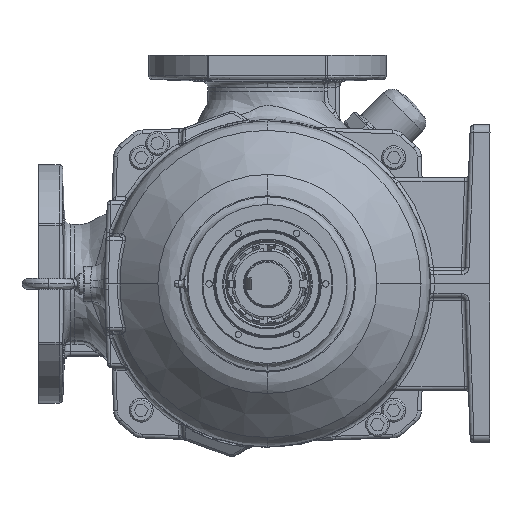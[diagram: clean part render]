
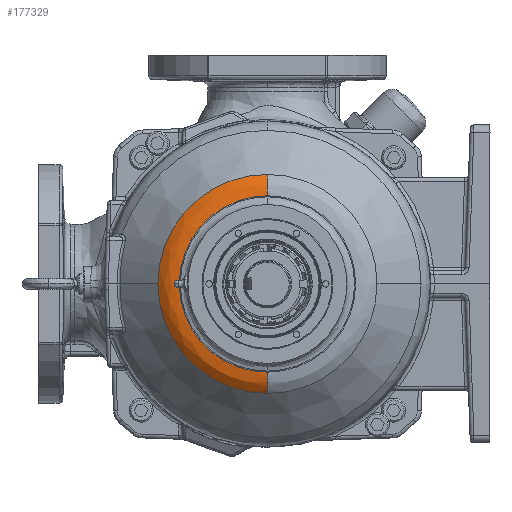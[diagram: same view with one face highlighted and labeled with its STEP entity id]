
A CAD part, left-side view. The second image highlights one B-rep face of the part: STEP entity #177329.
In plain terms, the highlighted free-form (B-spline) face has degree [3, 3] with [4, 4] control points.
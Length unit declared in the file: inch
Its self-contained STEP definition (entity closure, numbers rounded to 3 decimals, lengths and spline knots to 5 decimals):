
#1763 = DIRECTION ( 'NONE',  ( 0., -1., 0. ) ) ;
#1992 = CIRCLE ( 'NONE', #113441, 1. ) ;
#4766 = DIRECTION ( 'NONE',  ( 1., 0., 0. ) ) ;
#5539 = EDGE_CURVE ( 'NONE', #18848, #110779, #124460, .T. ) ;
#6531 = CARTESIAN_POINT ( 'NONE',  ( -7.80263, 5.54635, 2.77317 ) ) ;
#13020 = CARTESIAN_POINT ( 'NONE',  ( -6.80324, 0., 2.73827 ) ) ;
#16044 = CARTESIAN_POINT ( 'NONE',  ( -7.80263, 0., -2.77317 ) ) ;
#18848 = VERTEX_POINT ( 'NONE', #155021 ) ;
#22830 = FACE_OUTER_BOUND ( 'NONE', #191228, .T. ) ;
#22864 = EDGE_CURVE ( 'NONE', #25503, #110779, #1992, .T. ) ;
#24912 = CARTESIAN_POINT ( 'NONE',  ( -7.80263, 0., 2.77317 ) ) ;
#25503 = VERTEX_POINT ( 'NONE', #55209 ) ;
#26137 = AXIS2_PLACEMENT_3D ( 'NONE', #173483, #64121, #191807 ) ;
#31385 = DIRECTION ( 'NONE',  ( 0., 0., 1. ) ) ;
#34000 = EDGE_CURVE ( 'NONE', #216147, #58677, #155671, .T. ) ;
#34402 = CARTESIAN_POINT ( 'NONE',  ( -7.79368, 6.05876, 3.02938 ) ) ;
#40523 = CARTESIAN_POINT ( 'NONE',  ( -7.51006, 0., 0. ) ) ;
#52716 = CARTESIAN_POINT ( 'NONE',  ( -7.79368, 0., -3.02938 ) ) ;
#55209 = CARTESIAN_POINT ( 'NONE',  ( -7.80263, 0., 2.77317 ) ) ;
#58677 = VERTEX_POINT ( 'NONE', #173687 ) ;
#58887 = DIRECTION ( 'NONE',  ( 0., 0., -1. ) ) ;
#60811 = DIRECTION ( 'NONE',  ( 1., 0., 0. ) ) ;
#64121 = DIRECTION ( 'NONE',  ( 1., 0., 0. ) ) ;
#71097 = CARTESIAN_POINT ( 'NONE',  ( -7.69141, 6.52892, 3.26446 ) ) ;
#89486 = CARTESIAN_POINT ( 'NONE',  ( -7.69141, 0., -3.26446 ) ) ;
#93428 = CIRCLE ( 'NONE', #227414, 2.77317 ) ;
#95224 = ORIENTED_EDGE ( 'NONE', *, *, #5539, .F. ) ;
#107784 = CARTESIAN_POINT ( 'NONE',  ( -7.51006, 6.89133, 3.44566 ) ) ;
#110779 = VERTEX_POINT ( 'NONE', #200531 ) ;
#111080 = CARTESIAN_POINT ( 'NONE',  ( -6.80324, 0., -2.73827 ) ) ;
#113441 = AXIS2_PLACEMENT_3D ( 'NONE', #13020, #140742, #31385 ) ;
#114109 = CARTESIAN_POINT ( 'NONE',  ( -7.51006, 0., 0. ) ) ;
#124460 = CIRCLE ( 'NONE', #208218, 3.44566 ) ;
#125387 = CARTESIAN_POINT ( 'NONE',  ( -7.80263, 5.54635, -2.77317 ) ) ;
#126165 = CARTESIAN_POINT ( 'NONE',  ( -7.51006, 0., -3.44566 ) ) ;
#129503 = DIRECTION ( 'NONE',  ( 0., 0., -1. ) ) ;
#132511 = DIRECTION ( 'NONE',  ( 0., 0., -1. ) ) ;
#133741 = VERTEX_POINT ( 'NONE', #153944 ) ;
#134819 = ORIENTED_EDGE ( 'NONE', *, *, #34000, .T. ) ;
#140742 = DIRECTION ( 'NONE',  ( 0., 1., 0. ) ) ;
#143743 = CARTESIAN_POINT ( 'NONE',  ( -7.79368, 0., 3.02938 ) ) ;
#148554 = ORIENTED_EDGE ( 'NONE', *, *, #185363, .F. ) ;
#151636 = ORIENTED_EDGE ( 'NONE', *, *, #168296, .T. ) ;
#153900 = CARTESIAN_POINT ( 'NONE',  ( -7.80263, 0., -2.77317 ) ) ;
#153944 = CARTESIAN_POINT ( 'NONE',  ( -7.51006, 0., -3.44566 ) ) ;
#155021 = CARTESIAN_POINT ( 'NONE',  ( -7.51006, 3.44566, 0. ) ) ;
#155671 = CIRCLE ( 'NONE', #26137, 2.77317 ) ;
#160616 = CIRCLE ( 'NONE', #177459, 3.44566 ) ;
#161298 = EDGE_CURVE ( 'NONE', #216147, #133741, #198239, .T. ) ;
#162126 = CARTESIAN_POINT ( 'NONE',  ( -7.79368, 6.05876, -3.02938 ) ) ;
#164220 = ORIENTED_EDGE ( 'NONE', *, *, #22864, .T. ) ;
#168240 = DIRECTION ( 'NONE',  ( 1., 0., 0. ) ) ;
#168296 = EDGE_CURVE ( 'NONE', #58677, #25503, #93428, .T. ) ;
#170175 = CARTESIAN_POINT ( 'NONE',  ( -7.80263, 0., 0. ) ) ;
#173483 = CARTESIAN_POINT ( 'NONE',  ( -7.80263, 0., 0. ) ) ;
#173687 = CARTESIAN_POINT ( 'NONE',  ( -7.80263, 2.77317, 0. ) ) ;
#177329 = ADVANCED_FACE ( 'NONE', ( #22830 ), #184496, .T. ) ;
#177459 = AXIS2_PLACEMENT_3D ( 'NONE', #40523, #168240, #58887 ) ;
#180477 = CARTESIAN_POINT ( 'NONE',  ( -7.69141, 0., 3.26446 ) ) ;
#184496 =( BOUNDED_SURFACE ( )  B_SPLINE_SURFACE ( 3, 3, ( 
 ( #24912, #6531, #125387, #16044 ),
 ( #143743, #34402, #162126, #52716 ),
 ( #180477, #71097, #198803, #89486 ),
 ( #217120, #107784, #235432, #126165 ) ),
 .UNSPECIFIED., .F., .F., .F. ) 
 B_SPLINE_SURFACE_WITH_KNOTS ( ( 4, 4 ),
 ( 4, 4 ),
 ( 0., 1. ),
 ( 0., 1. ),
 .UNSPECIFIED. ) 
 GEOMETRIC_REPRESENTATION_ITEM ( )  RATIONAL_B_SPLINE_SURFACE ( (
 ( 1., 0.333, 0.333, 1.),
 ( 0.954, 0.318, 0.318, 0.954),
 ( 0.954, 0.318, 0.318, 0.954),
 ( 1., 0.333, 0.333, 1.) ) ) 
 REPRESENTATION_ITEM ( '' )  SURFACE ( )  );
#185363 = EDGE_CURVE ( 'NONE', #133741, #18848, #160616, .T. ) ;
#188475 = DIRECTION ( 'NONE',  ( 0., 0., 1. ) ) ;
#191228 = EDGE_LOOP ( 'NONE', ( #226934, #134819, #151636, #164220, #95224, #148554 ) ) ;
#191807 = DIRECTION ( 'NONE',  ( 0., 0., 1. ) ) ;
#198239 = CIRCLE ( 'NONE', #199215, 1. ) ;
#198803 = CARTESIAN_POINT ( 'NONE',  ( -7.69141, 6.52892, -3.26446 ) ) ;
#199215 = AXIS2_PLACEMENT_3D ( 'NONE', #111080, #1763, #129503 ) ;
#200531 = CARTESIAN_POINT ( 'NONE',  ( -7.51006, 0., 3.44566 ) ) ;
#208218 = AXIS2_PLACEMENT_3D ( 'NONE', #114109, #4766, #132511 ) ;
#216147 = VERTEX_POINT ( 'NONE', #153900 ) ;
#217120 = CARTESIAN_POINT ( 'NONE',  ( -7.51006, 0., 3.44566 ) ) ;
#226934 = ORIENTED_EDGE ( 'NONE', *, *, #161298, .F. ) ;
#227414 = AXIS2_PLACEMENT_3D ( 'NONE', #170175, #60811, #188475 ) ;
#235432 = CARTESIAN_POINT ( 'NONE',  ( -7.51006, 6.89133, -3.44566 ) ) ;
